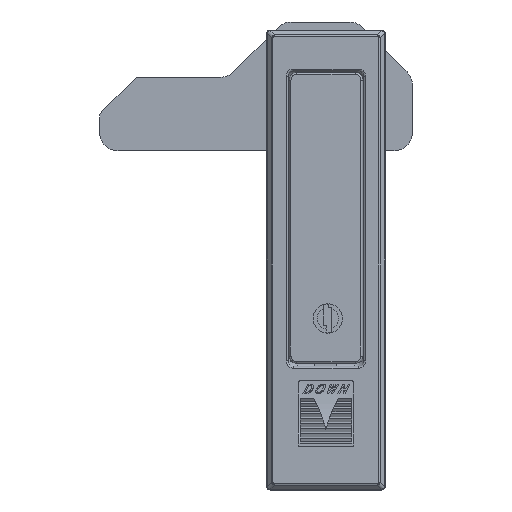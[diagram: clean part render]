
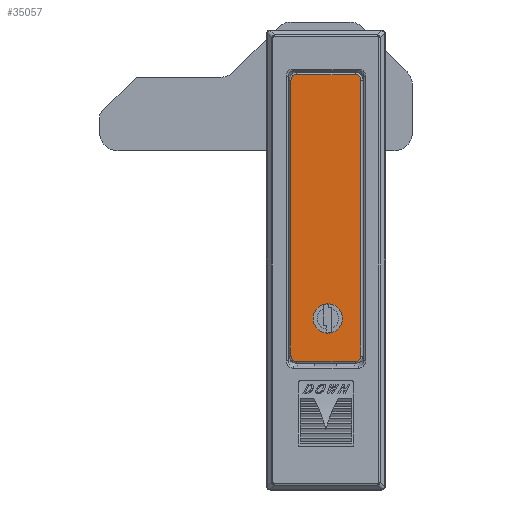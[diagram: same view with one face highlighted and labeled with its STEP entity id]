
A CAD part, top view. The second image highlights one B-rep face of the part: STEP entity #35057.
In plain terms, the highlighted planar face has unit normal (0, 0, 1).
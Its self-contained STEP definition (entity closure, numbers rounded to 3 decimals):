
#390 = CARTESIAN_POINT ( 'NONE',  ( 39., 8., 0. ) ) ;
#982 = FACE_OUTER_BOUND ( 'NONE', #15818, .T. ) ;
#1620 = DIRECTION ( 'NONE',  ( 1., 0., 0. ) ) ;
#1673 = EDGE_LOOP ( 'NONE', ( #21008, #32708 ) ) ;
#1743 = EDGE_CURVE ( 'NONE', #30819, #15819, #2606, .T. ) ;
#2231 = ORIENTED_EDGE ( 'NONE', *, *, #28487, .T. ) ;
#2395 = AXIS2_PLACEMENT_3D ( 'NONE', #28040, #5501, #8280 ) ;
#2606 = CIRCLE ( 'NONE', #20273, 1.5 ) ;
#2990 = VERTEX_POINT ( 'NONE', #28627 ) ;
#3487 = EDGE_CURVE ( 'NONE', #13657, #20068, #29111, .T. ) ;
#4682 = ORIENTED_EDGE ( 'NONE', *, *, #27594, .T. ) ;
#4818 = VECTOR ( 'NONE', #12648, 1000. ) ;
#4918 = LINE ( 'NONE', #11348, #26150 ) ;
#5127 = VERTEX_POINT ( 'NONE', #21333 ) ;
#5501 = DIRECTION ( 'NONE',  ( 0., 0., -1. ) ) ;
#5945 = CARTESIAN_POINT ( 'NONE',  ( 27.3, 0.5, 0. ) ) ;
#6066 = CARTESIAN_POINT ( 'NONE',  ( 31.3, 0.5, 0. ) ) ;
#6447 = CARTESIAN_POINT ( 'NONE',  ( 37.5, 8., 0. ) ) ;
#7573 = VERTEX_POINT ( 'NONE', #19302 ) ;
#7697 = DIRECTION ( 'NONE',  ( 0., 0., 1. ) ) ;
#7715 = DIRECTION ( 'NONE',  ( 1., 0., 0. ) ) ;
#8280 = DIRECTION ( 'NONE',  ( -1., 0., 0. ) ) ;
#8284 = CARTESIAN_POINT ( 'NONE',  ( 0., 0., 0. ) ) ;
#8762 = DIRECTION ( 'NONE',  ( -1., 0., 0. ) ) ;
#9313 = AXIS2_PLACEMENT_3D ( 'NONE', #5945, #25349, #8762 ) ;
#10318 = CARTESIAN_POINT ( 'NONE',  ( 0., -9.5, 0. ) ) ;
#10505 = AXIS2_PLACEMENT_3D ( 'NONE', #8284, #27683, #13836 ) ;
#11348 = CARTESIAN_POINT ( 'NONE',  ( -39., 0., 0. ) ) ;
#11714 = CIRCLE ( 'NONE', #27135, 1.5 ) ;
#12648 = DIRECTION ( 'NONE',  ( 1., 0., 0. ) ) ;
#12913 = CARTESIAN_POINT ( 'NONE',  ( -37.5, 8., 0. ) ) ;
#13657 = VERTEX_POINT ( 'NONE', #18210 ) ;
#13836 = DIRECTION ( 'NONE',  ( 1., 0., 0. ) ) ;
#14355 = LINE ( 'NONE', #10318, #4818 ) ;
#14724 = EDGE_CURVE ( 'NONE', #20068, #2990, #11714, .T. ) ;
#14792 = DIRECTION ( 'NONE',  ( 0., 0., 1. ) ) ;
#15634 = ORIENTED_EDGE ( 'NONE', *, *, #14724, .T. ) ;
#15654 = CARTESIAN_POINT ( 'NONE',  ( 37.5, -8., 0. ) ) ;
#15818 = EDGE_LOOP ( 'NONE', ( #2231, #32540, #4682, #32510, #34574, #15634, #24365, #18954 ) ) ;
#15819 = VERTEX_POINT ( 'NONE', #23276 ) ;
#15889 = CIRCLE ( 'NONE', #26358, 1.5 ) ;
#16270 = CARTESIAN_POINT ( 'NONE',  ( 39., 0., 0. ) ) ;
#18210 = CARTESIAN_POINT ( 'NONE',  ( 37.5, 9.5, 0. ) ) ;
#18237 = VECTOR ( 'NONE', #34960, 1000. ) ;
#18244 = EDGE_CURVE ( 'NONE', #30349, #5127, #30084, .T. ) ;
#18452 = EDGE_CURVE ( 'NONE', #7573, #18568, #28362, .T. ) ;
#18501 = EDGE_CURVE ( 'NONE', #18568, #7573, #31345, .T. ) ;
#18568 = VERTEX_POINT ( 'NONE', #6066 ) ;
#18605 = DIRECTION ( 'NONE',  ( 0., 0., 1. ) ) ;
#18954 = ORIENTED_EDGE ( 'NONE', *, *, #1743, .T. ) ;
#18978 = EDGE_CURVE ( 'NONE', #2990, #30819, #4918, .T. ) ;
#19302 = CARTESIAN_POINT ( 'NONE',  ( 23.3, 0.5, 0. ) ) ;
#20068 = VERTEX_POINT ( 'NONE', #35363 ) ;
#20273 = AXIS2_PLACEMENT_3D ( 'NONE', #24099, #7697, #21777 ) ;
#21008 = ORIENTED_EDGE ( 'NONE', *, *, #18452, .T. ) ;
#21130 = CARTESIAN_POINT ( 'NONE',  ( -39., -8., 0. ) ) ;
#21333 = CARTESIAN_POINT ( 'NONE',  ( 39., -8., 0. ) ) ;
#21383 = LINE ( 'NONE', #16270, #35221 ) ;
#21470 = VERTEX_POINT ( 'NONE', #390 ) ;
#21777 = DIRECTION ( 'NONE',  ( 1., 0., 0. ) ) ;
#22097 = DIRECTION ( 'NONE',  ( 0., 1., 0. ) ) ;
#22506 = DIRECTION ( 'NONE',  ( 0., -1., 0. ) ) ;
#23276 = CARTESIAN_POINT ( 'NONE',  ( -37.5, -9.5, 0. ) ) ;
#23499 = AXIS2_PLACEMENT_3D ( 'NONE', #15654, #32367, #1620 ) ;
#24099 = CARTESIAN_POINT ( 'NONE',  ( -37.5, -8., 0. ) ) ;
#24365 = ORIENTED_EDGE ( 'NONE', *, *, #18978, .T. ) ;
#24912 = PLANE ( 'NONE',  #10505 ) ;
#25349 = DIRECTION ( 'NONE',  ( 0., 0., -1. ) ) ;
#26150 = VECTOR ( 'NONE', #22506, 1000. ) ;
#26358 = AXIS2_PLACEMENT_3D ( 'NONE', #6447, #14792, #28533 ) ;
#26763 = CARTESIAN_POINT ( 'NONE',  ( 0., 9.5, 0. ) ) ;
#27135 = AXIS2_PLACEMENT_3D ( 'NONE', #12913, #18605, #7715 ) ;
#27594 = EDGE_CURVE ( 'NONE', #5127, #21470, #21383, .T. ) ;
#27683 = DIRECTION ( 'NONE',  ( 0., 0., 1. ) ) ;
#28040 = CARTESIAN_POINT ( 'NONE',  ( 27.3, 0.5, 0. ) ) ;
#28362 = CIRCLE ( 'NONE', #2395, 4. ) ;
#28487 = EDGE_CURVE ( 'NONE', #15819, #30349, #14355, .T. ) ;
#28533 = DIRECTION ( 'NONE',  ( 1., 0., 0. ) ) ;
#28627 = CARTESIAN_POINT ( 'NONE',  ( -39., 8., 0. ) ) ;
#29111 = LINE ( 'NONE', #26763, #18237 ) ;
#30084 = CIRCLE ( 'NONE', #23499, 1.5 ) ;
#30349 = VERTEX_POINT ( 'NONE', #32055 ) ;
#30720 = EDGE_CURVE ( 'NONE', #21470, #13657, #15889, .T. ) ;
#30819 = VERTEX_POINT ( 'NONE', #21130 ) ;
#31345 = CIRCLE ( 'NONE', #9313, 4. ) ;
#32055 = CARTESIAN_POINT ( 'NONE',  ( 37.5, -9.5, 0. ) ) ;
#32367 = DIRECTION ( 'NONE',  ( 0., 0., 1. ) ) ;
#32510 = ORIENTED_EDGE ( 'NONE', *, *, #30720, .T. ) ;
#32540 = ORIENTED_EDGE ( 'NONE', *, *, #18244, .T. ) ;
#32708 = ORIENTED_EDGE ( 'NONE', *, *, #18501, .T. ) ;
#33041 = FACE_BOUND ( 'NONE', #1673, .T. ) ;
#34574 = ORIENTED_EDGE ( 'NONE', *, *, #3487, .T. ) ;
#34960 = DIRECTION ( 'NONE',  ( -1., 0., 0. ) ) ;
#35057 = ADVANCED_FACE ( 'NONE', ( #33041, #982 ), #24912, .T. ) ;
#35221 = VECTOR ( 'NONE', #22097, 1000. ) ;
#35363 = CARTESIAN_POINT ( 'NONE',  ( -37.5, 9.5, 0. ) ) ;
